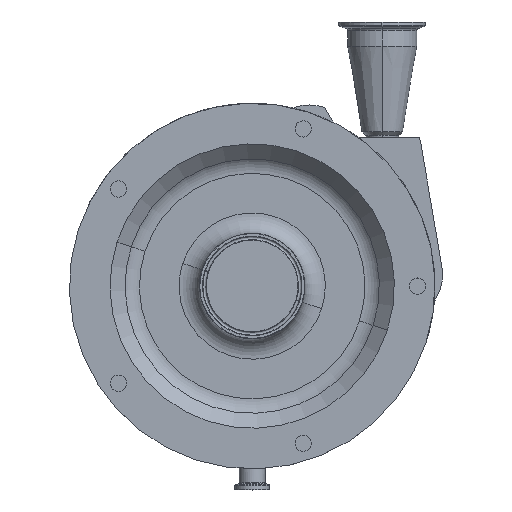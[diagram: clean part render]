
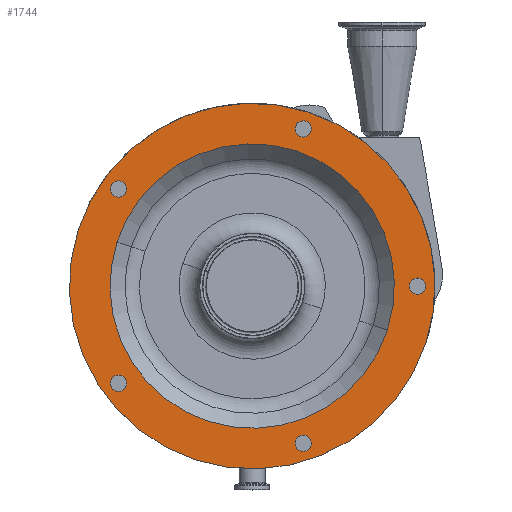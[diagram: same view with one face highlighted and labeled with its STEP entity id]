
A CAD part, top view. The second image highlights one B-rep face of the part: STEP entity #1744.
In plain terms, the highlighted planar face has unit normal (0, 0, 1).
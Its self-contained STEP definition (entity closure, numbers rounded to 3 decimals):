
#94 = AXIS2_PLACEMENT_3D ( 'NONE', #5562, #1545, #9575 ) ;
#254 = AXIS2_PLACEMENT_3D ( 'NONE', #5636, #11193, #10004 ) ;
#623 = EDGE_LOOP ( 'NONE', ( #3681, #2681 ) ) ;
#634 = VERTEX_POINT ( 'NONE', #5306 ) ;
#650 = ORIENTED_EDGE ( 'NONE', *, *, #16150, .F. ) ;
#797 = AXIS2_PLACEMENT_3D ( 'NONE', #13971, #16506, #10986 ) ;
#984 = FACE_BOUND ( 'NONE', #16198, .T. ) ;
#1100 = DIRECTION ( 'NONE',  ( 0., 0., 1. ) ) ;
#1342 = CIRCLE ( 'NONE', #11511, 6. ) ;
#1423 = AXIS2_PLACEMENT_3D ( 'NONE', #3408, #14401, #15845 ) ;
#1442 = DIRECTION ( 'NONE',  ( 0., 0., 1. ) ) ;
#1545 = DIRECTION ( 'NONE',  ( 0., 0., 1. ) ) ;
#1602 = AXIS2_PLACEMENT_3D ( 'NONE', #8509, #8591, #14133 ) ;
#1611 = CIRCLE ( 'NONE', #8882, 6. ) ;
#1744 = ADVANCED_FACE ( 'NONE', ( #2178, #984, #13286, #15002, #17535, #17726, #7998 ), #17628, .F. ) ;
#1771 = VERTEX_POINT ( 'NONE', #12100 ) ;
#1894 = DIRECTION ( 'NONE',  ( 0., -1., 0. ) ) ;
#1982 = CIRCLE ( 'NONE', #797, 6. ) ;
#2178 = FACE_OUTER_BOUND ( 'NONE', #17414, .T. ) ;
#2193 = EDGE_CURVE ( 'NONE', #16804, #3398, #10042, .T. ) ;
#2460 = ORIENTED_EDGE ( 'NONE', *, *, #8189, .F. ) ;
#2681 = ORIENTED_EDGE ( 'NONE', *, *, #13193, .F. ) ;
#2686 = EDGE_CURVE ( 'NONE', #634, #15914, #7539, .T. ) ;
#2904 = DIRECTION ( 'NONE',  ( -0.588, 0.809, 0. ) ) ;
#3083 = CIRCLE ( 'NONE', #17887, 6. ) ;
#3280 = DIRECTION ( 'NONE',  ( 0., 0., 1. ) ) ;
#3398 = VERTEX_POINT ( 'NONE', #14149 ) ;
#3408 = CARTESIAN_POINT ( 'NONE',  ( 0., 0., 212.5 ) ) ;
#3593 = DIRECTION ( 'NONE',  ( 0.588, 0.809, 0. ) ) ;
#3681 = ORIENTED_EDGE ( 'NONE', *, *, #14770, .F. ) ;
#3720 = ORIENTED_EDGE ( 'NONE', *, *, #2686, .T. ) ;
#3821 = EDGE_CURVE ( 'NONE', #9420, #17739, #16040, .T. ) ;
#4518 = VERTEX_POINT ( 'NONE', #14848 ) ;
#4520 = CIRCLE ( 'NONE', #14683, 6. ) ;
#5089 = DIRECTION ( 'NONE',  ( 0., -1., 0. ) ) ;
#5306 = CARTESIAN_POINT ( 'NONE',  ( -128.393, 41.717, 212.5 ) ) ;
#5322 = VERTEX_POINT ( 'NONE', #8732 ) ;
#5392 = CARTESIAN_POINT ( 'NONE',  ( -95.173, 76.564, 212.5 ) ) ;
#5431 = EDGE_CURVE ( 'NONE', #1771, #11344, #13608, .T. ) ;
#5464 = CIRCLE ( 'NONE', #254, 6. ) ;
#5539 = EDGE_CURVE ( 'NONE', #4518, #16081, #1982, .T. ) ;
#5562 = CARTESIAN_POINT ( 'NONE',  ( 37.7, 116.029, 212.5 ) ) ;
#5576 = CARTESIAN_POINT ( 'NONE',  ( 0., 0., 212.5 ) ) ;
#5629 = CARTESIAN_POINT ( 'NONE',  ( -98.7, -71.71, 212.5 ) ) ;
#5636 = CARTESIAN_POINT ( 'NONE',  ( 37.7, 116.029, 212.5 ) ) ;
#5905 = CARTESIAN_POINT ( 'NONE',  ( -95.173, -76.564, 212.5 ) ) ;
#6016 = ORIENTED_EDGE ( 'NONE', *, *, #12803, .F. ) ;
#6287 = EDGE_LOOP ( 'NONE', ( #17719, #2460 ) ) ;
#6367 = CARTESIAN_POINT ( 'NONE',  ( 12.052, 37.091, 212.5 ) ) ;
#6403 = DIRECTION ( 'NONE',  ( 0., 0., 1. ) ) ;
#6527 = EDGE_CURVE ( 'NONE', #17739, #9420, #5464, .T. ) ;
#6664 = CARTESIAN_POINT ( 'NONE',  ( 43.406, -114.175, 212.5 ) ) ;
#7539 = CIRCLE ( 'NONE', #10386, 135. ) ;
#7593 = CARTESIAN_POINT ( 'NONE',  ( -98.7, 71.71, 212.5 ) ) ;
#7947 = EDGE_LOOP ( 'NONE', ( #17540, #16175 ) ) ;
#7998 = FACE_BOUND ( 'NONE', #6287, .T. ) ;
#8036 = DIRECTION ( 'NONE',  ( 0., -1., 0. ) ) ;
#8189 = EDGE_CURVE ( 'NONE', #11344, #1771, #12753, .T. ) ;
#8256 = AXIS2_PLACEMENT_3D ( 'NONE', #6367, #10563, #5089 ) ;
#8318 = VERTEX_POINT ( 'NONE', #6664 ) ;
#8404 = DIRECTION ( 'NONE',  ( 0., 0., 1. ) ) ;
#8448 = DIRECTION ( 'NONE',  ( 0., 0., 1. ) ) ;
#8485 = ORIENTED_EDGE ( 'NONE', *, *, #15287, .T. ) ;
#8509 = CARTESIAN_POINT ( 'NONE',  ( -98.7, 71.71, 212.5 ) ) ;
#8591 = DIRECTION ( 'NONE',  ( 0., 0., 1. ) ) ;
#8732 = CARTESIAN_POINT ( 'NONE',  ( 31.994, -117.883, 212.5 ) ) ;
#8812 = CARTESIAN_POINT ( 'NONE',  ( 122., 0., 212.5 ) ) ;
#8882 = AXIS2_PLACEMENT_3D ( 'NONE', #9511, #12416, #8036 ) ;
#9247 = CARTESIAN_POINT ( 'NONE',  ( -99.861, 32.447, 212.5 ) ) ;
#9420 = VERTEX_POINT ( 'NONE', #16399 ) ;
#9511 = CARTESIAN_POINT ( 'NONE',  ( 122., 0., 212.5 ) ) ;
#9552 = AXIS2_PLACEMENT_3D ( 'NONE', #13637, #13277, #11910 ) ;
#9575 = DIRECTION ( 'NONE',  ( 0.951, -0.309, 0. ) ) ;
#9739 = CARTESIAN_POINT ( 'NONE',  ( 37.7, -116.029, 212.5 ) ) ;
#9823 = VERTEX_POINT ( 'NONE', #5392 ) ;
#10004 = DIRECTION ( 'NONE',  ( 0.951, -0.309, 0. ) ) ;
#10042 = CIRCLE ( 'NONE', #15536, 6. ) ;
#10386 = AXIS2_PLACEMENT_3D ( 'NONE', #5576, #1100, #16373 ) ;
#10563 = DIRECTION ( 'NONE',  ( 0., 0., -1. ) ) ;
#10923 = EDGE_LOOP ( 'NONE', ( #13531, #650 ) ) ;
#10986 = DIRECTION ( 'NONE',  ( -0.588, 0.809, 0. ) ) ;
#11140 = CARTESIAN_POINT ( 'NONE',  ( 0., 0., 212.5 ) ) ;
#11193 = DIRECTION ( 'NONE',  ( 0., 0., 1. ) ) ;
#11344 = VERTEX_POINT ( 'NONE', #9247 ) ;
#11463 = CARTESIAN_POINT ( 'NONE',  ( 37.7, -116.029, 212.5 ) ) ;
#11511 = AXIS2_PLACEMENT_3D ( 'NONE', #9739, #8448, #15271 ) ;
#11540 = DIRECTION ( 'NONE',  ( 0., 0., 1. ) ) ;
#11902 = CIRCLE ( 'NONE', #16818, 6. ) ;
#11910 = DIRECTION ( 'NONE',  ( 0.951, -0.309, 0. ) ) ;
#12100 = CARTESIAN_POINT ( 'NONE',  ( 99.861, -32.447, 212.5 ) ) ;
#12234 = CARTESIAN_POINT ( 'NONE',  ( 128.393, -41.717, 212.5 ) ) ;
#12349 = CARTESIAN_POINT ( 'NONE',  ( 43.406, 114.175, 212.5 ) ) ;
#12416 = DIRECTION ( 'NONE',  ( 0., 0., 1. ) ) ;
#12753 = CIRCLE ( 'NONE', #1423, 105. ) ;
#12803 = EDGE_CURVE ( 'NONE', #3398, #16804, #1611, .T. ) ;
#13102 = DIRECTION ( 'NONE',  ( -0.951, -0.309, 0. ) ) ;
#13193 = EDGE_CURVE ( 'NONE', #15677, #9823, #4520, .T. ) ;
#13277 = DIRECTION ( 'NONE',  ( 0., 0., 1. ) ) ;
#13286 = FACE_BOUND ( 'NONE', #10923, .T. ) ;
#13417 = ORIENTED_EDGE ( 'NONE', *, *, #3821, .F. ) ;
#13531 = ORIENTED_EDGE ( 'NONE', *, *, #15675, .F. ) ;
#13608 = CIRCLE ( 'NONE', #9552, 105. ) ;
#13637 = CARTESIAN_POINT ( 'NONE',  ( 0., 0., 212.5 ) ) ;
#13945 = DIRECTION ( 'NONE',  ( 0.951, -0.309, 0. ) ) ;
#13971 = CARTESIAN_POINT ( 'NONE',  ( -98.7, -71.71, 212.5 ) ) ;
#14133 = DIRECTION ( 'NONE',  ( 0.588, 0.809, 0. ) ) ;
#14149 = CARTESIAN_POINT ( 'NONE',  ( 122., -6., 212.5 ) ) ;
#14401 = DIRECTION ( 'NONE',  ( 0., 0., 1. ) ) ;
#14520 = CARTESIAN_POINT ( 'NONE',  ( 122., 6., 212.5 ) ) ;
#14683 = AXIS2_PLACEMENT_3D ( 'NONE', #7593, #6403, #3593 ) ;
#14686 = AXIS2_PLACEMENT_3D ( 'NONE', #11140, #8404, #13945 ) ;
#14770 = EDGE_CURVE ( 'NONE', #9823, #15677, #17277, .T. ) ;
#14848 = CARTESIAN_POINT ( 'NONE',  ( -102.227, -66.856, 212.5 ) ) ;
#15002 = FACE_BOUND ( 'NONE', #7947, .T. ) ;
#15271 = DIRECTION ( 'NONE',  ( -0.951, -0.309, 0. ) ) ;
#15287 = EDGE_CURVE ( 'NONE', #15914, #634, #15291, .T. ) ;
#15291 = CIRCLE ( 'NONE', #14686, 135. ) ;
#15536 = AXIS2_PLACEMENT_3D ( 'NONE', #8812, #11540, #1894 ) ;
#15640 = EDGE_CURVE ( 'NONE', #16081, #4518, #3083, .T. ) ;
#15675 = EDGE_CURVE ( 'NONE', #5322, #8318, #1342, .T. ) ;
#15677 = VERTEX_POINT ( 'NONE', #16530 ) ;
#15845 = DIRECTION ( 'NONE',  ( 0.951, -0.309, 0. ) ) ;
#15914 = VERTEX_POINT ( 'NONE', #12234 ) ;
#15944 = ORIENTED_EDGE ( 'NONE', *, *, #2193, .F. ) ;
#16040 = CIRCLE ( 'NONE', #94, 6. ) ;
#16081 = VERTEX_POINT ( 'NONE', #5905 ) ;
#16150 = EDGE_CURVE ( 'NONE', #8318, #5322, #11902, .T. ) ;
#16175 = ORIENTED_EDGE ( 'NONE', *, *, #15640, .F. ) ;
#16198 = EDGE_LOOP ( 'NONE', ( #6016, #15944 ) ) ;
#16373 = DIRECTION ( 'NONE',  ( 0.951, -0.309, 0. ) ) ;
#16399 = CARTESIAN_POINT ( 'NONE',  ( 31.994, 117.883, 212.5 ) ) ;
#16506 = DIRECTION ( 'NONE',  ( 0., 0., 1. ) ) ;
#16530 = CARTESIAN_POINT ( 'NONE',  ( -102.227, 66.856, 212.5 ) ) ;
#16633 = EDGE_LOOP ( 'NONE', ( #17647, #13417 ) ) ;
#16804 = VERTEX_POINT ( 'NONE', #14520 ) ;
#16818 = AXIS2_PLACEMENT_3D ( 'NONE', #11463, #3280, #13102 ) ;
#17277 = CIRCLE ( 'NONE', #1602, 6. ) ;
#17414 = EDGE_LOOP ( 'NONE', ( #8485, #3720 ) ) ;
#17535 = FACE_BOUND ( 'NONE', #623, .T. ) ;
#17540 = ORIENTED_EDGE ( 'NONE', *, *, #5539, .F. ) ;
#17628 = PLANE ( 'NONE',  #8256 ) ;
#17647 = ORIENTED_EDGE ( 'NONE', *, *, #6527, .F. ) ;
#17719 = ORIENTED_EDGE ( 'NONE', *, *, #5431, .F. ) ;
#17726 = FACE_BOUND ( 'NONE', #16633, .T. ) ;
#17739 = VERTEX_POINT ( 'NONE', #12349 ) ;
#17887 = AXIS2_PLACEMENT_3D ( 'NONE', #5629, #1442, #2904 ) ;
